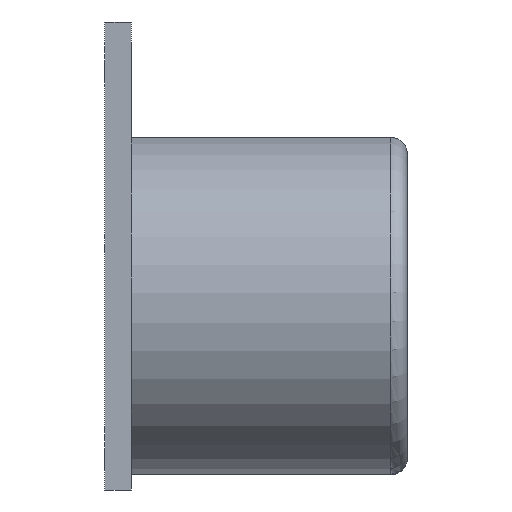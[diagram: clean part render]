
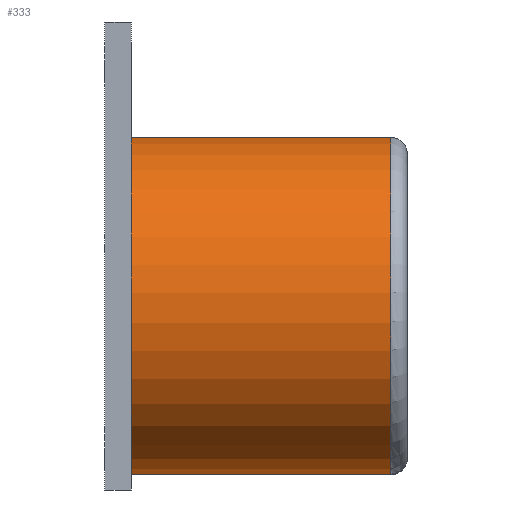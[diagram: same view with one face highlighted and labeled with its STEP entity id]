
A CAD part, left-side view. The second image highlights one B-rep face of the part: STEP entity #333.
In plain terms, the highlighted cylindrical face has radius 10.1 mm (diameter 20.2 mm), a partial arc.
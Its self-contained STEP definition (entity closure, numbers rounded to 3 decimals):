
#17=CYLINDRICAL_SURFACE('',#372,10.1);
#34=CIRCLE('',#367,10.1);
#39=CIRCLE('',#373,10.1);
#53=FACE_OUTER_BOUND('',#78,.T.);
#78=EDGE_LOOP('',(#255,#256,#257,#258));
#99=LINE('',#500,#126);
#106=LINE('',#526,#133);
#126=VECTOR('',#401,10.);
#133=VECTOR('',#412,10.);
#153=VERTEX_POINT('',#498);
#154=VERTEX_POINT('',#499);
#160=VERTEX_POINT('',#524);
#161=VERTEX_POINT('',#525);
#183=EDGE_CURVE('',#153,#154,#99,.T.);
#191=EDGE_CURVE('',#160,#161,#106,.T.);
#200=EDGE_CURVE('',#160,#154,#34,.T.);
#205=EDGE_CURVE('',#153,#161,#39,.T.);
#255=ORIENTED_EDGE('',*,*,#183,.T.);
#256=ORIENTED_EDGE('',*,*,#200,.F.);
#257=ORIENTED_EDGE('',*,*,#191,.T.);
#258=ORIENTED_EDGE('',*,*,#205,.F.);
#333=ADVANCED_FACE('',(#53),#17,.T.);
#367=AXIS2_PLACEMENT_3D('',#551,#423,#424);
#372=AXIS2_PLACEMENT_3D('',#560,#433,#434);
#373=AXIS2_PLACEMENT_3D('',#561,#435,#436);
#401=DIRECTION('',(0.,1.,0.));
#412=DIRECTION('',(0.,-1.,0.));
#423=DIRECTION('center_axis',(0.,1.,0.));
#424=DIRECTION('ref_axis',(1.,0.,0.));
#433=DIRECTION('center_axis',(0.,-1.,0.));
#434=DIRECTION('ref_axis',(-0.777,0.,0.63));
#435=DIRECTION('center_axis',(0.,-1.,0.));
#436=DIRECTION('ref_axis',(1.,0.,0.));
#498=CARTESIAN_POINT('',(24.411,-15.5,7.088));
#499=CARTESIAN_POINT('',(24.411,0.,7.088));
#500=CARTESIAN_POINT('',(24.411,0.,7.088));
#524=CARTESIAN_POINT('',(20.851,0.,2.697));
#525=CARTESIAN_POINT('',(20.851,-15.5,2.697));
#526=CARTESIAN_POINT('',(20.851,0.,2.697));
#551=CARTESIAN_POINT('Origin',(15.1,0.,11.));
#560=CARTESIAN_POINT('Origin',(15.1,0.,11.));
#561=CARTESIAN_POINT('Origin',(15.1,-15.5,11.));
